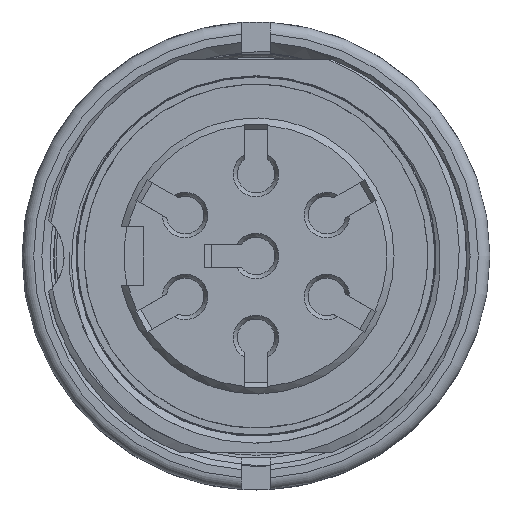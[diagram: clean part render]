
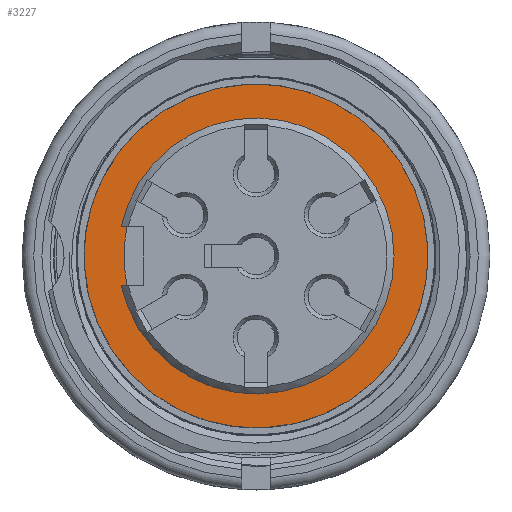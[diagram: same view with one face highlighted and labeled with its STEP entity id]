
A CAD part, front view. The second image highlights one B-rep face of the part: STEP entity #3227.
In plain terms, the highlighted planar face has unit normal (0, -1, 0).
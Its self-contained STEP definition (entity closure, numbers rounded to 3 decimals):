
#1343=FACE_BOUND('',#4005,.T.);
#1344=FACE_BOUND('',#4006,.T.);
#1554=PLANE('',#8948);
#2040=LINE('',#20062,#2578);
#2041=LINE('',#20066,#2579);
#2578=VECTOR('',#9826,1.);
#2579=VECTOR('',#9829,1.);
#2983=CIRCLE('',#8933,5.9);
#2992=CIRCLE('',#8945,7.35);
#2993=CIRCLE('',#8947,5.65);
#3227=ADVANCED_FACE('',(#1343,#1344),#1554,.T.);
#4005=EDGE_LOOP('',(#5234));
#4006=EDGE_LOOP('',(#5235,#5236,#5237,#5238));
#5234=ORIENTED_EDGE('',*,*,#7784,.T.);
#5235=ORIENTED_EDGE('',*,*,#7768,.T.);
#5236=ORIENTED_EDGE('',*,*,#7785,.T.);
#5237=ORIENTED_EDGE('',*,*,#7786,.T.);
#5238=ORIENTED_EDGE('',*,*,#7787,.T.);
#6873=VERTEX_POINT('',#20027);
#6874=VERTEX_POINT('',#20028);
#6881=VERTEX_POINT('',#20060);
#6882=VERTEX_POINT('',#20063);
#6883=VERTEX_POINT('',#20065);
#7768=EDGE_CURVE('',#6873,#6874,#2983,.T.);
#7784=EDGE_CURVE('',#6881,#6881,#2992,.T.);
#7785=EDGE_CURVE('',#6874,#6882,#2040,.T.);
#7786=EDGE_CURVE('',#6882,#6883,#2993,.T.);
#7787=EDGE_CURVE('',#6883,#6873,#2041,.T.);
#8933=AXIS2_PLACEMENT_3D('',#20026,#9793,#9794);
#8945=AXIS2_PLACEMENT_3D('',#20059,#9822,#9823);
#8947=AXIS2_PLACEMENT_3D('',#20064,#9827,#9828);
#8948=AXIS2_PLACEMENT_3D('',#20067,#9830,#9831);
#9793=DIRECTION('',(0.,1.,0.));
#9794=DIRECTION('',(0.,0.,-1.));
#9822=DIRECTION('',(0.,-1.,0.));
#9823=DIRECTION('',(0.547,0.,-0.837));
#9826=DIRECTION('',(1.,0.,0.));
#9827=DIRECTION('',(0.,1.,0.));
#9828=DIRECTION('',(0.547,0.,-0.837));
#9829=DIRECTION('',(-1.,0.,0.));
#9830=DIRECTION('',(0.,-1.,0.));
#9831=DIRECTION('',(0.837,0.,0.547));
#20026=CARTESIAN_POINT('',(0.596,-17.756,0.));
#20027=CARTESIAN_POINT('',(-5.17,-17.756,1.25));
#20028=CARTESIAN_POINT('',(-5.17,-17.756,-1.25));
#20059=CARTESIAN_POINT('',(0.596,-17.756,0.));
#20060=CARTESIAN_POINT('',(4.616,-17.756,-6.153));
#20062=CARTESIAN_POINT('',(-4.204,-17.756,-1.25));
#20063=CARTESIAN_POINT('',(-4.914,-17.756,-1.25));
#20064=CARTESIAN_POINT('',(0.596,-17.756,0.));
#20065=CARTESIAN_POINT('',(-4.914,-17.756,1.25));
#20066=CARTESIAN_POINT('',(-6.503,-17.756,1.25));
#20067=CARTESIAN_POINT('',(0.596,-17.756,0.));
